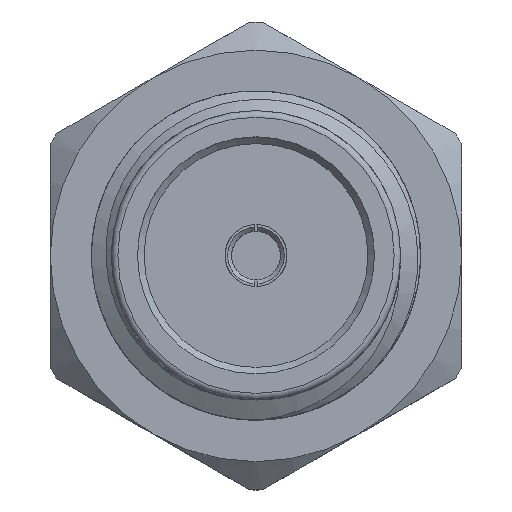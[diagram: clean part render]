
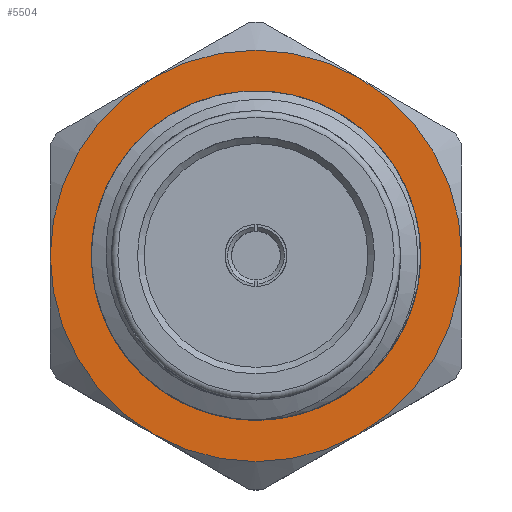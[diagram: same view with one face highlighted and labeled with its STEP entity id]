
A CAD part, top view. The second image highlights one B-rep face of the part: STEP entity #5504.
In plain terms, the highlighted planar face has unit normal (0, 0, 1).
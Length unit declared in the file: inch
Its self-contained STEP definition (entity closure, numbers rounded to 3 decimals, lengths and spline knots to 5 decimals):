
#67 = CIRCLE ( 'NONE', #2749, 0.15625 ) ;
#72 = DIRECTION ( 'NONE',  ( 0., 0., 1. ) ) ;
#89 = CARTESIAN_POINT ( 'NONE',  ( 0.07813, 0.13532, -0.24803 ) ) ;
#97 = EDGE_CURVE ( 'NONE', #2509, #3401, #3959, .T. ) ;
#162 = VERTEX_POINT ( 'NONE', #3467 ) ;
#165 = CARTESIAN_POINT ( 'NONE',  ( -0.07813, 0.13532, -0.24803 ) ) ;
#197 = ORIENTED_EDGE ( 'NONE', *, *, #4817, .T. ) ;
#295 = ORIENTED_EDGE ( 'NONE', *, *, #2186, .T. ) ;
#419 = PLANE ( 'NONE',  #4473 ) ;
#455 = DIRECTION ( 'NONE',  ( 1., 0., 0. ) ) ;
#507 = DIRECTION ( 'NONE',  ( 0., 0., 1. ) ) ;
#517 = DIRECTION ( 'NONE',  ( 1., 0., 0. ) ) ;
#883 = EDGE_CURVE ( 'NONE', #3343, #2509, #3947, .T. ) ;
#980 = AXIS2_PLACEMENT_3D ( 'NONE', #4961, #4900, #455 ) ;
#1037 = DIRECTION ( 'NONE',  ( 1., 0., 0. ) ) ;
#1045 = EDGE_LOOP ( 'NONE', ( #2570 ) ) ;
#1054 = CARTESIAN_POINT ( 'NONE',  ( -0.07813, -0.13532, -0.24803 ) ) ;
#1110 = CARTESIAN_POINT ( 'NONE',  ( 0.07813, -0.13532, -0.24803 ) ) ;
#1298 = EDGE_CURVE ( 'NONE', #5308, #3343, #5283, .T. ) ;
#1307 = CARTESIAN_POINT ( 'NONE',  ( 0., 0., -0.24803 ) ) ;
#1666 = VERTEX_POINT ( 'NONE', #1054 ) ;
#2186 = EDGE_CURVE ( 'NONE', #1666, #3665, #3529, .T. ) ;
#2225 = AXIS2_PLACEMENT_3D ( 'NONE', #3392, #5734, #4331 ) ;
#2306 = AXIS2_PLACEMENT_3D ( 'NONE', #1307, #4095, #3137 ) ;
#2399 = ORIENTED_EDGE ( 'NONE', *, *, #5042, .T. ) ;
#2509 = VERTEX_POINT ( 'NONE', #165 ) ;
#2570 = ORIENTED_EDGE ( 'NONE', *, *, #3897, .T. ) ;
#2690 = FACE_OUTER_BOUND ( 'NONE', #4245, .T. ) ;
#2719 = ORIENTED_EDGE ( 'NONE', *, *, #97, .T. ) ;
#2744 = CIRCLE ( 'NONE', #5243, 0.15625 ) ;
#2749 = AXIS2_PLACEMENT_3D ( 'NONE', #4307, #4272, #4821 ) ;
#2755 = CARTESIAN_POINT ( 'NONE',  ( 0., 0., -0.24803 ) ) ;
#3137 = DIRECTION ( 'NONE',  ( 1., 0., 0. ) ) ;
#3142 = CIRCLE ( 'NONE', #4964, 0.10989 ) ;
#3321 = CARTESIAN_POINT ( 'NONE',  ( -0.15625, 0., -0.24803 ) ) ;
#3343 = VERTEX_POINT ( 'NONE', #89 ) ;
#3392 = CARTESIAN_POINT ( 'NONE',  ( 0., 0., -0.24803 ) ) ;
#3401 = VERTEX_POINT ( 'NONE', #3321 ) ;
#3466 = CARTESIAN_POINT ( 'NONE',  ( 0.15625, 0., -0.24803 ) ) ;
#3467 = CARTESIAN_POINT ( 'NONE',  ( 0.10989, 0., -0.24803 ) ) ;
#3529 = CIRCLE ( 'NONE', #5152, 0.15625 ) ;
#3652 = ORIENTED_EDGE ( 'NONE', *, *, #1298, .T. ) ;
#3665 = VERTEX_POINT ( 'NONE', #1110 ) ;
#3897 = EDGE_CURVE ( 'NONE', #162, #162, #3142, .T. ) ;
#3947 = CIRCLE ( 'NONE', #2306, 0.15625 ) ;
#3959 = CIRCLE ( 'NONE', #980, 0.15625 ) ;
#4033 = ORIENTED_EDGE ( 'NONE', *, *, #883, .T. ) ;
#4095 = DIRECTION ( 'NONE',  ( 0., 0., 1. ) ) ;
#4245 = EDGE_LOOP ( 'NONE', ( #197, #3652, #4033, #2719, #2399, #295 ) ) ;
#4272 = DIRECTION ( 'NONE',  ( 0., 0., 1. ) ) ;
#4307 = CARTESIAN_POINT ( 'NONE',  ( 0., 0., -0.24803 ) ) ;
#4331 = DIRECTION ( 'NONE',  ( 1., 0., 0. ) ) ;
#4366 = DIRECTION ( 'NONE',  ( 0., 0., -1. ) ) ;
#4472 = CARTESIAN_POINT ( 'NONE',  ( 0., 0., -0.24803 ) ) ;
#4473 = AXIS2_PLACEMENT_3D ( 'NONE', #4472, #4534, #5895 ) ;
#4534 = DIRECTION ( 'NONE',  ( 0., 0., 1. ) ) ;
#4638 = CARTESIAN_POINT ( 'NONE',  ( 0., 0., -0.24803 ) ) ;
#4817 = EDGE_CURVE ( 'NONE', #3665, #5308, #2744, .T. ) ;
#4821 = DIRECTION ( 'NONE',  ( 1., 0., 0. ) ) ;
#4900 = DIRECTION ( 'NONE',  ( 0., 0., 1. ) ) ;
#4922 = FACE_BOUND ( 'NONE', #1045, .T. ) ;
#4961 = CARTESIAN_POINT ( 'NONE',  ( 0., 0., -0.24803 ) ) ;
#4964 = AXIS2_PLACEMENT_3D ( 'NONE', #5117, #4366, #1037 ) ;
#5042 = EDGE_CURVE ( 'NONE', #3401, #1666, #67, .T. ) ;
#5117 = CARTESIAN_POINT ( 'NONE',  ( 0., 0., -0.24803 ) ) ;
#5152 = AXIS2_PLACEMENT_3D ( 'NONE', #2755, #507, #5567 ) ;
#5243 = AXIS2_PLACEMENT_3D ( 'NONE', #4638, #72, #517 ) ;
#5283 = CIRCLE ( 'NONE', #2225, 0.15625 ) ;
#5308 = VERTEX_POINT ( 'NONE', #3466 ) ;
#5504 = ADVANCED_FACE ( 'NONE', ( #4922, #2690 ), #419, .T. ) ;
#5567 = DIRECTION ( 'NONE',  ( 1., 0., 0. ) ) ;
#5734 = DIRECTION ( 'NONE',  ( 0., 0., 1. ) ) ;
#5895 = DIRECTION ( 'NONE',  ( 1., 0., 0. ) ) ;
